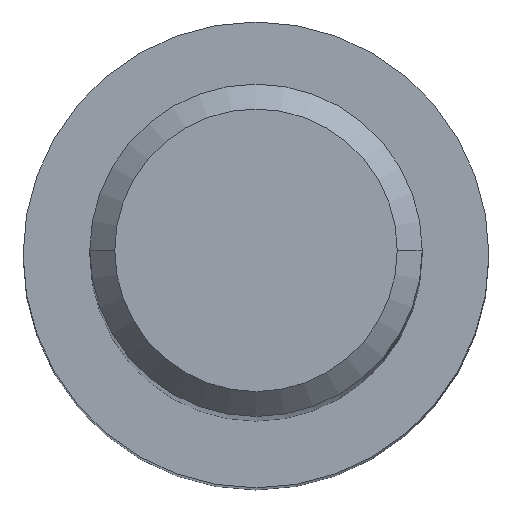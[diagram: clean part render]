
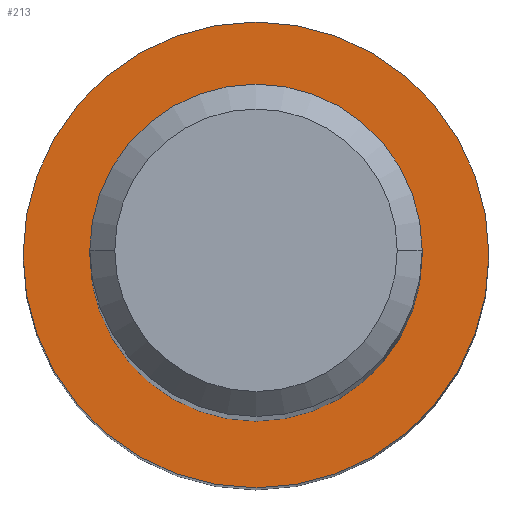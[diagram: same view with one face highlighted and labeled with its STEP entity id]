
A CAD part, top view. The second image highlights one B-rep face of the part: STEP entity #213.
In plain terms, the highlighted planar face has unit normal (0, 0, 1).
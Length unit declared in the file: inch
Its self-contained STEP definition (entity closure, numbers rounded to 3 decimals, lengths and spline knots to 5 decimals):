
#5 = DIRECTION ( 'NONE',  ( 0., 0., 1. ) ) ;
#8 = CARTESIAN_POINT ( 'NONE',  ( 0.0876, 0., -1. ) ) ;
#34 = VERTEX_POINT ( 'NONE', #105 ) ;
#42 = EDGE_CURVE ( 'NONE', #126, #34, #115, .T. ) ;
#49 = CARTESIAN_POINT ( 'NONE',  ( 0., 0., -1. ) ) ;
#58 = DIRECTION ( 'NONE',  ( 0., 0., 1. ) ) ;
#86 = CARTESIAN_POINT ( 'NONE',  ( 0., 0., -1. ) ) ;
#105 = CARTESIAN_POINT ( 'NONE',  ( -0.0876, 0., -1. ) ) ;
#106 = AXIS2_PLACEMENT_3D ( 'NONE', #49, #220, #195 ) ;
#115 = CIRCLE ( 'NONE', #302, 0.0876 ) ;
#117 = EDGE_CURVE ( 'NONE', #34, #126, #307, .T. ) ;
#126 = VERTEX_POINT ( 'NONE', #8 ) ;
#153 = PLANE ( 'NONE',  #106 ) ;
#195 = DIRECTION ( 'NONE',  ( -1., 0., 0. ) ) ;
#204 = AXIS2_PLACEMENT_3D ( 'NONE', #86, #5, #257 ) ;
#213 = ADVANCED_FACE ( 'NONE', ( #279 ), #153, .F. ) ;
#220 = DIRECTION ( 'NONE',  ( 0., 0., -1. ) ) ;
#230 = ORIENTED_EDGE ( 'NONE', *, *, #117, .T. ) ;
#244 = EDGE_LOOP ( 'NONE', ( #276, #230 ) ) ;
#257 = DIRECTION ( 'NONE',  ( 1., 0., 0. ) ) ;
#276 = ORIENTED_EDGE ( 'NONE', *, *, #42, .T. ) ;
#279 = FACE_OUTER_BOUND ( 'NONE', #244, .T. ) ;
#291 = DIRECTION ( 'NONE',  ( 1., 0., 0. ) ) ;
#302 = AXIS2_PLACEMENT_3D ( 'NONE', #313, #58, #291 ) ;
#307 = CIRCLE ( 'NONE', #204, 0.0876 ) ;
#313 = CARTESIAN_POINT ( 'NONE',  ( 0., 0., -1. ) ) ;
